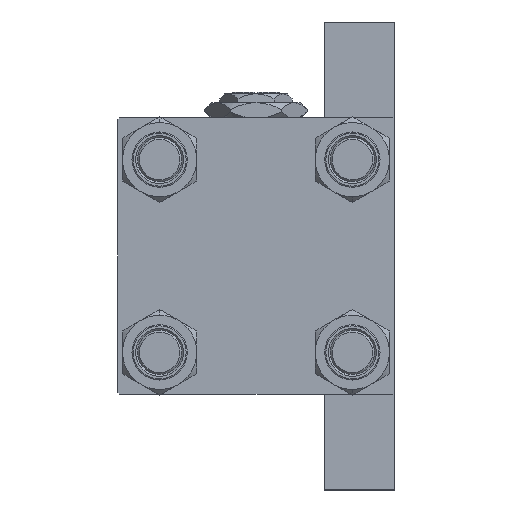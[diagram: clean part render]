
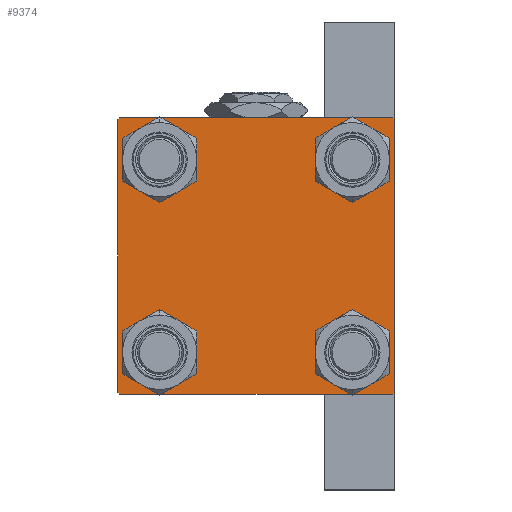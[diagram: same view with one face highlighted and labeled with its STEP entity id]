
A CAD part, left-side view. The second image highlights one B-rep face of the part: STEP entity #9374.
In plain terms, the highlighted planar face has unit normal (-1, 0, 0).
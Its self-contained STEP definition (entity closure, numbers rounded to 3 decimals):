
#50 = DIRECTION ( 'NONE',  ( 0., 0., -1. ) ) ;
#68 = EDGE_CURVE ( 'NONE', #37196, #2617, #3861, .T. ) ;
#209 = CARTESIAN_POINT ( 'NONE',  ( 0., -37.5, 37.5 ) ) ;
#857 = EDGE_CURVE ( 'NONE', #45930, #34819, #24801, .T. ) ;
#1803 = CARTESIAN_POINT ( 'NONE',  ( 0., -26.15, -32.65 ) ) ;
#2293 = LINE ( 'NONE', #10648, #11837 ) ;
#2396 = CARTESIAN_POINT ( 'NONE',  ( 0., 37.25, 37.25 ) ) ;
#2617 = VERTEX_POINT ( 'NONE', #39789 ) ;
#2716 = EDGE_CURVE ( 'NONE', #4111, #11774, #3007, .T. ) ;
#3007 = CIRCLE ( 'NONE', #8691, 6.5 ) ;
#3138 = DIRECTION ( 'NONE',  ( 0., 0.707, -0.707 ) ) ;
#3814 = DIRECTION ( 'NONE',  ( 1., 0., 0. ) ) ;
#3861 = LINE ( 'NONE', #19322, #40935 ) ;
#3917 = ORIENTED_EDGE ( 'NONE', *, *, #38452, .T. ) ;
#4111 = VERTEX_POINT ( 'NONE', #1803 ) ;
#4559 = CIRCLE ( 'NONE', #47340, 6.5 ) ;
#4630 = AXIS2_PLACEMENT_3D ( 'NONE', #39172, #27043, #14906 ) ;
#5396 = CARTESIAN_POINT ( 'NONE',  ( 0., -37.5, 37. ) ) ;
#5814 = EDGE_CURVE ( 'NONE', #40304, #36145, #27274, .T. ) ;
#6229 = DIRECTION ( 'NONE',  ( 0., 0., 1. ) ) ;
#6391 = EDGE_CURVE ( 'NONE', #38748, #37196, #11249, .T. ) ;
#6459 = CARTESIAN_POINT ( 'NONE',  ( 0., 26.15, 19.65 ) ) ;
#6972 = ORIENTED_EDGE ( 'NONE', *, *, #32268, .T. ) ;
#7426 = VERTEX_POINT ( 'NONE', #5396 ) ;
#7726 = EDGE_CURVE ( 'NONE', #34819, #45930, #19290, .T. ) ;
#8397 = CARTESIAN_POINT ( 'NONE',  ( 0., 37.25, -37.25 ) ) ;
#8555 = CARTESIAN_POINT ( 'NONE',  ( 0., 37.5, 37.5 ) ) ;
#8691 = AXIS2_PLACEMENT_3D ( 'NONE', #37910, #29339, #14888 ) ;
#8810 = LINE ( 'NONE', #8555, #21961 ) ;
#8826 = AXIS2_PLACEMENT_3D ( 'NONE', #25968, #49506, #46203 ) ;
#8995 = ORIENTED_EDGE ( 'NONE', *, *, #6391, .T. ) ;
#9374 = ADVANCED_FACE ( 'NONE', ( #21912, #11253, #33541, #26462, #14312 ), #45207, .T. ) ;
#9735 = ORIENTED_EDGE ( 'NONE', *, *, #68, .T. ) ;
#10648 = CARTESIAN_POINT ( 'NONE',  ( 0., -37.25, -37.25 ) ) ;
#10771 = ORIENTED_EDGE ( 'NONE', *, *, #26742, .T. ) ;
#11074 = ORIENTED_EDGE ( 'NONE', *, *, #5814, .T. ) ;
#11249 = LINE ( 'NONE', #2396, #37034 ) ;
#11253 = FACE_BOUND ( 'NONE', #13485, .T. ) ;
#11759 = CARTESIAN_POINT ( 'NONE',  ( 0., 26.15, -19.65 ) ) ;
#11774 = VERTEX_POINT ( 'NONE', #38994 ) ;
#11837 = VECTOR ( 'NONE', #48652, 1000. ) ;
#12155 = AXIS2_PLACEMENT_3D ( 'NONE', #47433, #12735, #28184 ) ;
#12735 = DIRECTION ( 'NONE',  ( 1., 0., 0. ) ) ;
#13485 = EDGE_LOOP ( 'NONE', ( #6972, #19916 ) ) ;
#13856 = ORIENTED_EDGE ( 'NONE', *, *, #27464, .T. ) ;
#14312 = FACE_OUTER_BOUND ( 'NONE', #25959, .T. ) ;
#14744 = EDGE_CURVE ( 'NONE', #38748, #18619, #8810, .T. ) ;
#14795 = ORIENTED_EDGE ( 'NONE', *, *, #43185, .T. ) ;
#14888 = DIRECTION ( 'NONE',  ( 0., 0., 1. ) ) ;
#14906 = DIRECTION ( 'NONE',  ( 0., 0., 1. ) ) ;
#15189 = CARTESIAN_POINT ( 'NONE',  ( 0., -37., -37.5 ) ) ;
#15688 = DIRECTION ( 'NONE',  ( 0., 0., -1. ) ) ;
#15897 = LINE ( 'NONE', #16399, #28439 ) ;
#16399 = CARTESIAN_POINT ( 'NONE',  ( 0., -37.25, 37.25 ) ) ;
#17644 = EDGE_CURVE ( 'NONE', #7426, #22891, #19481, .T. ) ;
#17804 = EDGE_CURVE ( 'NONE', #37612, #36792, #17936, .T. ) ;
#17917 = CIRCLE ( 'NONE', #49446, 6.5 ) ;
#17936 = LINE ( 'NONE', #33365, #24386 ) ;
#18161 = CARTESIAN_POINT ( 'NONE',  ( 0., -37.5, -37. ) ) ;
#18619 = VERTEX_POINT ( 'NONE', #33503 ) ;
#19277 = DIRECTION ( 'NONE',  ( 0., 0., 1. ) ) ;
#19290 = CIRCLE ( 'NONE', #30591, 6.5 ) ;
#19322 = CARTESIAN_POINT ( 'NONE',  ( 0., 37.5, 37.5 ) ) ;
#19481 = LINE ( 'NONE', #209, #28427 ) ;
#19684 = DIRECTION ( 'NONE',  ( 0., 0.707, 0.707 ) ) ;
#19916 = ORIENTED_EDGE ( 'NONE', *, *, #2716, .T. ) ;
#19962 = CARTESIAN_POINT ( 'NONE',  ( 0., -26.15, 32.65 ) ) ;
#20819 = VECTOR ( 'NONE', #27905, 1000. ) ;
#21912 = FACE_BOUND ( 'NONE', #40360, .T. ) ;
#21961 = VECTOR ( 'NONE', #42504, 1000. ) ;
#22044 = EDGE_CURVE ( 'NONE', #32028, #30570, #33993, .T. ) ;
#22413 = ORIENTED_EDGE ( 'NONE', *, *, #17644, .F. ) ;
#22778 = DIRECTION ( 'NONE',  ( 0., 0., 1. ) ) ;
#22891 = VERTEX_POINT ( 'NONE', #18161 ) ;
#23096 = DIRECTION ( 'NONE',  ( 0., 0., 1. ) ) ;
#24386 = VECTOR ( 'NONE', #29576, 1000. ) ;
#24801 = CIRCLE ( 'NONE', #31244, 6.5 ) ;
#25480 = DIRECTION ( 'NONE',  ( 1., 0., 0. ) ) ;
#25523 = CARTESIAN_POINT ( 'NONE',  ( 0., 26.15, 26.15 ) ) ;
#25959 = EDGE_LOOP ( 'NONE', ( #9735, #27908, #26244, #3917, #22413, #13856, #43435, #8995 ) ) ;
#25968 = CARTESIAN_POINT ( 'NONE',  ( 0., 0., 0. ) ) ;
#26244 = ORIENTED_EDGE ( 'NONE', *, *, #17804, .T. ) ;
#26462 = FACE_BOUND ( 'NONE', #32459, .T. ) ;
#26742 = EDGE_CURVE ( 'NONE', #30570, #32028, #17917, .T. ) ;
#26910 = CARTESIAN_POINT ( 'NONE',  ( 0., 26.15, 26.15 ) ) ;
#27043 = DIRECTION ( 'NONE',  ( 1., 0., 0. ) ) ;
#27274 = CIRCLE ( 'NONE', #4630, 6.5 ) ;
#27464 = EDGE_CURVE ( 'NONE', #7426, #18619, #15897, .T. ) ;
#27859 = EDGE_LOOP ( 'NONE', ( #36062, #10771 ) ) ;
#27905 = DIRECTION ( 'NONE',  ( 0., -0.707, -0.707 ) ) ;
#27908 = ORIENTED_EDGE ( 'NONE', *, *, #39924, .T. ) ;
#28184 = DIRECTION ( 'NONE',  ( 0., 0., 1. ) ) ;
#28427 = VECTOR ( 'NONE', #15688, 1000. ) ;
#28439 = VECTOR ( 'NONE', #19684, 1000. ) ;
#28763 = CARTESIAN_POINT ( 'NONE',  ( 0., 37.5, 37. ) ) ;
#29339 = DIRECTION ( 'NONE',  ( 1., 0., 0. ) ) ;
#29576 = DIRECTION ( 'NONE',  ( 0., -1., 0. ) ) ;
#30049 = ORIENTED_EDGE ( 'NONE', *, *, #7726, .T. ) ;
#30570 = VERTEX_POINT ( 'NONE', #39960 ) ;
#30591 = AXIS2_PLACEMENT_3D ( 'NONE', #26910, #34726, #23096 ) ;
#31244 = AXIS2_PLACEMENT_3D ( 'NONE', #25523, #45016, #44773 ) ;
#32028 = VERTEX_POINT ( 'NONE', #11759 ) ;
#32268 = EDGE_CURVE ( 'NONE', #11774, #4111, #38411, .T. ) ;
#32459 = EDGE_LOOP ( 'NONE', ( #30049, #43210 ) ) ;
#33365 = CARTESIAN_POINT ( 'NONE',  ( 0., 37.5, -37.5 ) ) ;
#33503 = CARTESIAN_POINT ( 'NONE',  ( 0., -37., 37.5 ) ) ;
#33541 = FACE_BOUND ( 'NONE', #27859, .T. ) ;
#33993 = CIRCLE ( 'NONE', #12155, 6.5 ) ;
#34655 = CARTESIAN_POINT ( 'NONE',  ( 0., -26.15, 26.15 ) ) ;
#34726 = DIRECTION ( 'NONE',  ( 1., 0., 0. ) ) ;
#34819 = VERTEX_POINT ( 'NONE', #41563 ) ;
#36062 = ORIENTED_EDGE ( 'NONE', *, *, #22044, .T. ) ;
#36145 = VERTEX_POINT ( 'NONE', #19962 ) ;
#36792 = VERTEX_POINT ( 'NONE', #15189 ) ;
#37034 = VECTOR ( 'NONE', #3138, 1000. ) ;
#37196 = VERTEX_POINT ( 'NONE', #28763 ) ;
#37473 = DIRECTION ( 'NONE',  ( 1., 0., 0. ) ) ;
#37612 = VERTEX_POINT ( 'NONE', #46263 ) ;
#37910 = CARTESIAN_POINT ( 'NONE',  ( 0., -26.15, -26.15 ) ) ;
#38411 = CIRCLE ( 'NONE', #44106, 6.5 ) ;
#38452 = EDGE_CURVE ( 'NONE', #36792, #22891, #2293, .T. ) ;
#38511 = CARTESIAN_POINT ( 'NONE',  ( 0., -26.15, -26.15 ) ) ;
#38748 = VERTEX_POINT ( 'NONE', #45467 ) ;
#38801 = CARTESIAN_POINT ( 'NONE',  ( 0., 26.15, -26.15 ) ) ;
#38994 = CARTESIAN_POINT ( 'NONE',  ( 0., -26.15, -19.65 ) ) ;
#39172 = CARTESIAN_POINT ( 'NONE',  ( 0., -26.15, 26.15 ) ) ;
#39789 = CARTESIAN_POINT ( 'NONE',  ( 0., 37.5, -37. ) ) ;
#39924 = EDGE_CURVE ( 'NONE', #2617, #37612, #47407, .T. ) ;
#39960 = CARTESIAN_POINT ( 'NONE',  ( 0., 26.15, -32.65 ) ) ;
#40304 = VERTEX_POINT ( 'NONE', #48403 ) ;
#40360 = EDGE_LOOP ( 'NONE', ( #14795, #11074 ) ) ;
#40935 = VECTOR ( 'NONE', #50, 1000. ) ;
#41563 = CARTESIAN_POINT ( 'NONE',  ( 0., 26.15, 32.65 ) ) ;
#42504 = DIRECTION ( 'NONE',  ( 0., -1., 0. ) ) ;
#43185 = EDGE_CURVE ( 'NONE', #36145, #40304, #4559, .T. ) ;
#43210 = ORIENTED_EDGE ( 'NONE', *, *, #857, .T. ) ;
#43435 = ORIENTED_EDGE ( 'NONE', *, *, #14744, .F. ) ;
#44106 = AXIS2_PLACEMENT_3D ( 'NONE', #38511, #3814, #19277 ) ;
#44773 = DIRECTION ( 'NONE',  ( 0., 0., 1. ) ) ;
#45016 = DIRECTION ( 'NONE',  ( 1., 0., 0. ) ) ;
#45207 = PLANE ( 'NONE',  #8826 ) ;
#45467 = CARTESIAN_POINT ( 'NONE',  ( 0., 37., 37.5 ) ) ;
#45930 = VERTEX_POINT ( 'NONE', #6459 ) ;
#46203 = DIRECTION ( 'NONE',  ( 0., 0., 1. ) ) ;
#46263 = CARTESIAN_POINT ( 'NONE',  ( 0., 37., -37.5 ) ) ;
#47340 = AXIS2_PLACEMENT_3D ( 'NONE', #34655, #37473, #22778 ) ;
#47407 = LINE ( 'NONE', #8397, #20819 ) ;
#47433 = CARTESIAN_POINT ( 'NONE',  ( 0., 26.15, -26.15 ) ) ;
#48403 = CARTESIAN_POINT ( 'NONE',  ( 0., -26.15, 19.65 ) ) ;
#48652 = DIRECTION ( 'NONE',  ( 0., -0.707, 0.707 ) ) ;
#49446 = AXIS2_PLACEMENT_3D ( 'NONE', #38801, #25480, #6229 ) ;
#49506 = DIRECTION ( 'NONE',  ( -1., 0., 0. ) ) ;
